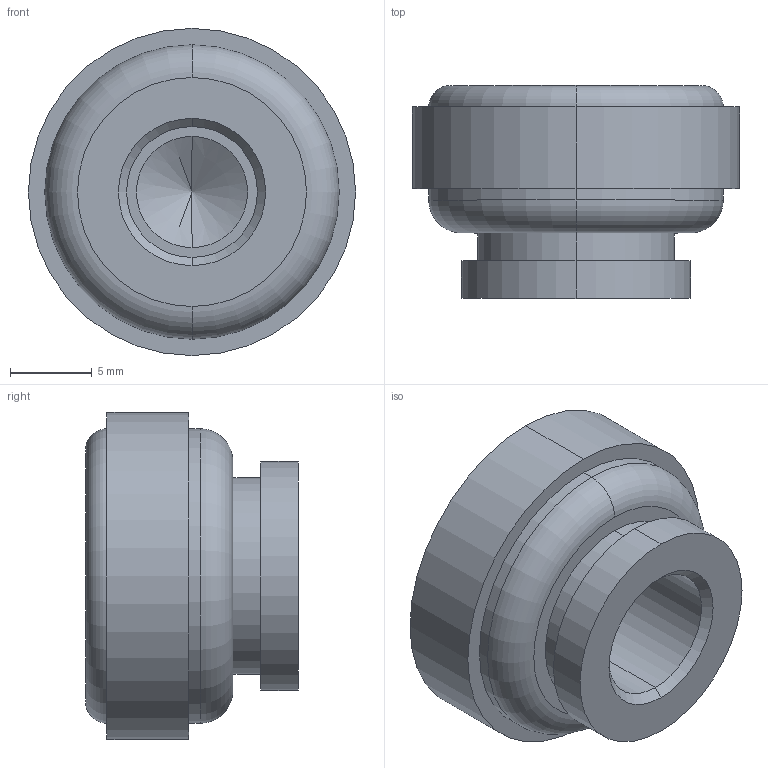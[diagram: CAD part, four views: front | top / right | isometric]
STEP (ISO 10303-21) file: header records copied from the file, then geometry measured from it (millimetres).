
FILE_DESCRIPTION (( 'STEP AP203' ), '1' );
FILE_NAME ('A-1040-15.STEP', '2022-03-04T00:09:43', ( '' ), ( '' ), 'SwSTEP 2.0', 'SolidWorks 2021', '' );
FILE_SCHEMA (( 'CONFIG_CONTROL_DESIGN' ));
Length unit declared in the file: millimetre
Products named in the file (1): A-1040-15
Bounding box: 20 x 13 x 20 mm (x, y, z)
Volume: 2603.5 mm3; surface area: 1554 mm2
Topology: 1 solids, 1 shells, 27 faces, 54 edges, 33 vertices
Faces by surface type: cylinder 12, plane 7, cone 4, torus 4
Entity records: 779 total; most frequent: DIRECTION 144, CARTESIAN_POINT 113, ORIENTED_EDGE 104, AXIS2_PLACEMENT_3D 64, EDGE_CURVE 52, CIRCLE 36, VERTEX_POINT 33, EDGE_LOOP 33
